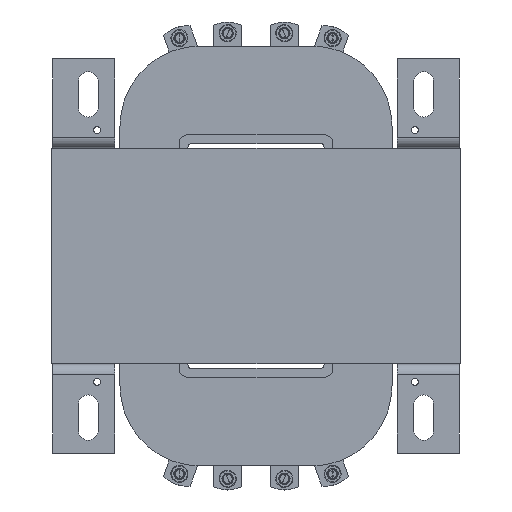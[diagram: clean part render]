
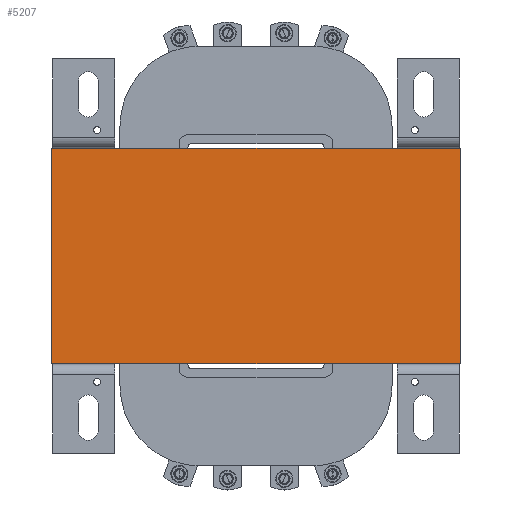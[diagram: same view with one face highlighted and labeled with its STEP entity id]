
A CAD part, front view. The second image highlights one B-rep face of the part: STEP entity #5207.
In plain terms, the highlighted planar face has unit normal (0, -1, 0).
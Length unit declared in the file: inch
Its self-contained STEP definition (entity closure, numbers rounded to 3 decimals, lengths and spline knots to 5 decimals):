
#510 = DIRECTION ( 'NONE',  ( 0., 0., 1. ) ) ;
#1822 = ORIENTED_EDGE ( 'NONE', *, *, #19905, .F. ) ;
#2219 = CARTESIAN_POINT ( 'NONE',  ( 4.5, -3.75, 2.38189 ) ) ;
#2224 = ORIENTED_EDGE ( 'NONE', *, *, #24579, .F. ) ;
#3551 = EDGE_CURVE ( 'NONE', #9787, #5688, #23623, .T. ) ;
#4509 = DIRECTION ( 'NONE',  ( 0., 1., 0. ) ) ;
#4747 = LINE ( 'NONE', #25228, #19169 ) ;
#4781 = VECTOR ( 'NONE', #19942, 39.37008 ) ;
#4817 = DIRECTION ( 'NONE',  ( 1., 0., 0. ) ) ;
#5207 = ADVANCED_FACE ( 'NONE', ( #10977 ), #12755, .F. ) ;
#5232 = VERTEX_POINT ( 'NONE', #10606 ) ;
#5610 = AXIS2_PLACEMENT_3D ( 'NONE', #19026, #4509, #510 ) ;
#5649 = LINE ( 'NONE', #2219, #10787 ) ;
#5688 = VERTEX_POINT ( 'NONE', #10936 ) ;
#6859 = CARTESIAN_POINT ( 'NONE',  ( -4.5, -3.75, 2.38189 ) ) ;
#9787 = VERTEX_POINT ( 'NONE', #6859 ) ;
#10490 = ORIENTED_EDGE ( 'NONE', *, *, #3551, .F. ) ;
#10606 = CARTESIAN_POINT ( 'NONE',  ( -4.5, -3.75, -2.38189 ) ) ;
#10787 = VECTOR ( 'NONE', #16703, 39.37008 ) ;
#10936 = CARTESIAN_POINT ( 'NONE',  ( 4.5, -3.75, 2.38189 ) ) ;
#10977 = FACE_OUTER_BOUND ( 'NONE', #24455, .T. ) ;
#12755 = PLANE ( 'NONE',  #5610 ) ;
#13744 = ORIENTED_EDGE ( 'NONE', *, *, #15113, .F. ) ;
#15113 = EDGE_CURVE ( 'NONE', #5232, #9787, #4747, .T. ) ;
#15132 = CARTESIAN_POINT ( 'NONE',  ( -4.5, -3.75, 2.38189 ) ) ;
#16703 = DIRECTION ( 'NONE',  ( 0., 0., -1. ) ) ;
#17607 = CARTESIAN_POINT ( 'NONE',  ( 4.5, -3.75, -2.38189 ) ) ;
#17875 = CARTESIAN_POINT ( 'NONE',  ( -4.5, -3.75, -2.38189 ) ) ;
#19026 = CARTESIAN_POINT ( 'NONE',  ( -4.5, -3.75, 2.38189 ) ) ;
#19169 = VECTOR ( 'NONE', #24971, 39.37008 ) ;
#19450 = VECTOR ( 'NONE', #4817, 39.37008 ) ;
#19905 = EDGE_CURVE ( 'NONE', #5688, #24640, #5649, .T. ) ;
#19942 = DIRECTION ( 'NONE',  ( -1., 0., 0. ) ) ;
#20495 = LINE ( 'NONE', #17875, #4781 ) ;
#23623 = LINE ( 'NONE', #15132, #19450 ) ;
#24455 = EDGE_LOOP ( 'NONE', ( #1822, #10490, #13744, #2224 ) ) ;
#24579 = EDGE_CURVE ( 'NONE', #24640, #5232, #20495, .T. ) ;
#24640 = VERTEX_POINT ( 'NONE', #17607 ) ;
#24971 = DIRECTION ( 'NONE',  ( 0., 0., 1. ) ) ;
#25228 = CARTESIAN_POINT ( 'NONE',  ( -4.5, -3.75, 2.38189 ) ) ;
